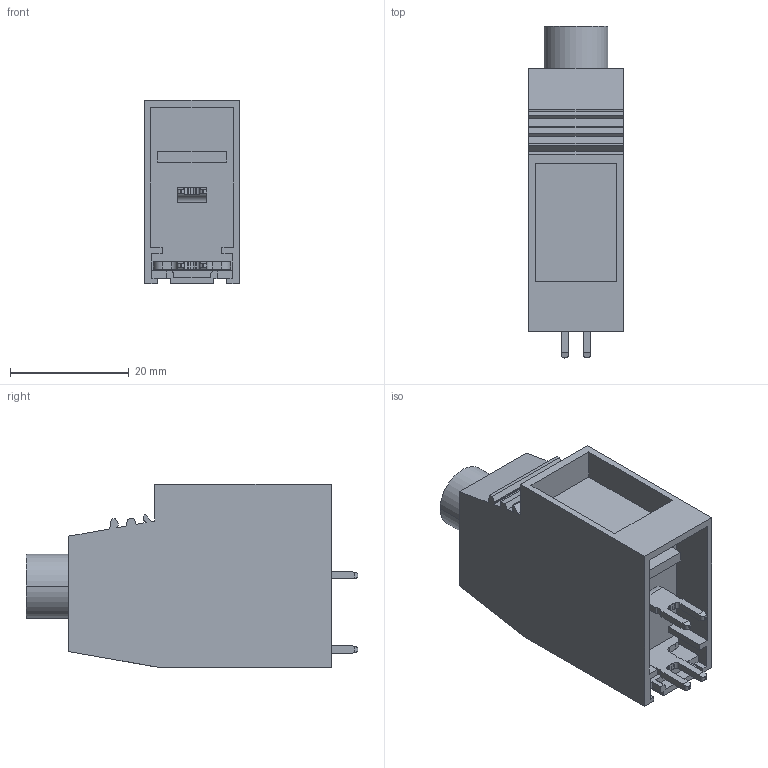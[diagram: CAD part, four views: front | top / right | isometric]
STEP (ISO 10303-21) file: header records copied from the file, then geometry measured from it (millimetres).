
FILE_DESCRIPTION(('CATIA V5 STEP Exchange'),'2;1');
FILE_NAME ('D1447665_0_1047120000_1047120000.stp','2016-10-28T11:04:22+00:00',('none'),('Weidmueller'),'CATIA Version 5-6 Release 2014','CATIA V5 STEP AP203','none');
FILE_SCHEMA(('CONFIG_CONTROL_DESIGN'));
Length unit declared in the file: millimetre
Products named in the file (1): 1047120000_S
Bounding box: 16 x 56 x 31 mm (x, y, z)
Volume: 15829.2 mm3; surface area: 7192.9 mm2
Topology: 4 solids, 4 shells, 172 faces, 490 edges, 330 vertices
Faces by surface type: plane 129, cylinder 43
Entity records: 5460 total; most frequent: CARTESIAN_POINT 1089, ORIENTED_EDGE 980, DIRECTION 752, EDGE_CURVE 490, VECTOR 400, LINE 400, VERTEX_POINT 330, AXIS2_PLACEMENT_3D 213
